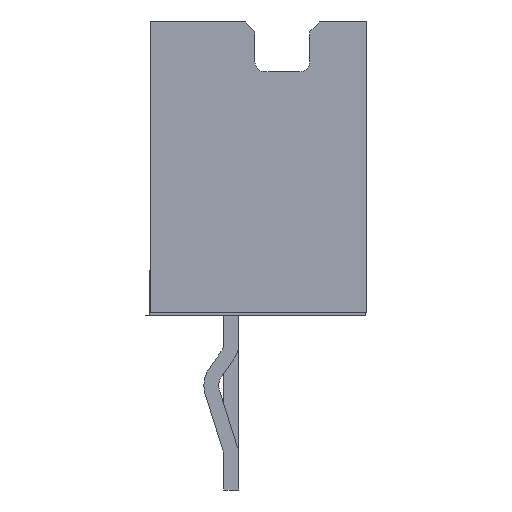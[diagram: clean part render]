
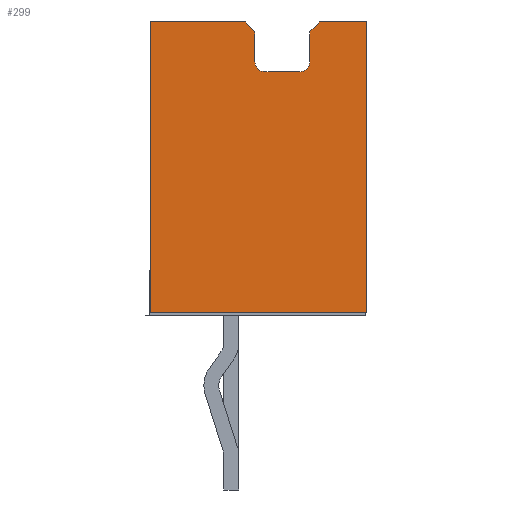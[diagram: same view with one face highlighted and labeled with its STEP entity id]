
A CAD part, left-side view. The second image highlights one B-rep face of the part: STEP entity #299.
In plain terms, the highlighted planar face has unit normal (-1, 0, 0).
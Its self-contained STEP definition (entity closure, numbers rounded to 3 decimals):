
#299 = ADVANCED_FACE('',(#300),#400,.T.);
#300 = FACE_BOUND('',#301,.F.);
#301 = EDGE_LOOP('',(#302,#312,#320,#329,#337,#346,#354,#362,#370,#378,
    #386,#394));
#302 = ORIENTED_EDGE('',*,*,#303,.F.);
#303 = EDGE_CURVE('',#304,#306,#308,.T.);
#304 = VERTEX_POINT('',#305);
#305 = CARTESIAN_POINT('',(-7.,0.075,2.725));
#306 = VERTEX_POINT('',#307);
#307 = CARTESIAN_POINT('',(-7.,0.275,2.925));
#308 = LINE('',#309,#310);
#309 = CARTESIAN_POINT('',(-7.,0.075,2.725));
#310 = VECTOR('',#311,1.);
#311 = DIRECTION('',(0.,0.707,0.707));
#312 = ORIENTED_EDGE('',*,*,#313,.T.);
#313 = EDGE_CURVE('',#304,#314,#316,.T.);
#314 = VERTEX_POINT('',#315);
#315 = CARTESIAN_POINT('',(-7.,0.075,2.125));
#316 = LINE('',#317,#318);
#317 = CARTESIAN_POINT('',(-7.,0.075,2.725));
#318 = VECTOR('',#319,1.);
#319 = DIRECTION('',(0.,0.,-1.));
#320 = ORIENTED_EDGE('',*,*,#321,.F.);
#321 = EDGE_CURVE('',#322,#314,#324,.T.);
#322 = VERTEX_POINT('',#323);
#323 = CARTESIAN_POINT('',(-7.,-0.125,1.925));
#324 = CIRCLE('',#325,0.2);
#325 = AXIS2_PLACEMENT_3D('',#326,#327,#328);
#326 = CARTESIAN_POINT('',(-7.,-0.125,2.125));
#327 = DIRECTION('',(1.,-0.,0.));
#328 = DIRECTION('',(0.,0.,-1.));
#329 = ORIENTED_EDGE('',*,*,#330,.F.);
#330 = EDGE_CURVE('',#331,#322,#333,.T.);
#331 = VERTEX_POINT('',#332);
#332 = CARTESIAN_POINT('',(-7.,-0.825,1.925));
#333 = LINE('',#334,#335);
#334 = CARTESIAN_POINT('',(-7.,-0.825,1.925));
#335 = VECTOR('',#336,1.);
#336 = DIRECTION('',(0.,1.,0.));
#337 = ORIENTED_EDGE('',*,*,#338,.F.);
#338 = EDGE_CURVE('',#339,#331,#341,.T.);
#339 = VERTEX_POINT('',#340);
#340 = CARTESIAN_POINT('',(-7.,-1.025,2.125));
#341 = CIRCLE('',#342,0.2);
#342 = AXIS2_PLACEMENT_3D('',#343,#344,#345);
#343 = CARTESIAN_POINT('',(-7.,-0.825,2.125));
#344 = DIRECTION('',(1.,0.,0.));
#345 = DIRECTION('',(0.,-1.,0.));
#346 = ORIENTED_EDGE('',*,*,#347,.F.);
#347 = EDGE_CURVE('',#348,#339,#350,.T.);
#348 = VERTEX_POINT('',#349);
#349 = CARTESIAN_POINT('',(-7.,-1.025,2.725));
#350 = LINE('',#351,#352);
#351 = CARTESIAN_POINT('',(-7.,-1.025,2.725));
#352 = VECTOR('',#353,1.);
#353 = DIRECTION('',(0.,0.,-1.));
#354 = ORIENTED_EDGE('',*,*,#355,.F.);
#355 = EDGE_CURVE('',#356,#348,#358,.T.);
#356 = VERTEX_POINT('',#357);
#357 = CARTESIAN_POINT('',(-7.,-1.225,2.925));
#358 = LINE('',#359,#360);
#359 = CARTESIAN_POINT('',(-7.,-1.225,2.925));
#360 = VECTOR('',#361,1.);
#361 = DIRECTION('',(0.,0.707,-0.707));
#362 = ORIENTED_EDGE('',*,*,#363,.T.);
#363 = EDGE_CURVE('',#356,#364,#366,.T.);
#364 = VERTEX_POINT('',#365);
#365 = CARTESIAN_POINT('',(-7.,-2.175,2.925));
#366 = LINE('',#367,#368);
#367 = CARTESIAN_POINT('',(-7.,-1.225,2.925));
#368 = VECTOR('',#369,1.);
#369 = DIRECTION('',(0.,-1.,0.));
#370 = ORIENTED_EDGE('',*,*,#371,.F.);
#371 = EDGE_CURVE('',#372,#364,#374,.T.);
#372 = VERTEX_POINT('',#373);
#373 = CARTESIAN_POINT('',(-7.,-2.175,-2.925));
#374 = LINE('',#375,#376);
#375 = CARTESIAN_POINT('',(-7.,-2.175,-2.925));
#376 = VECTOR('',#377,1.);
#377 = DIRECTION('',(0.,0.,1.));
#378 = ORIENTED_EDGE('',*,*,#379,.F.);
#379 = EDGE_CURVE('',#380,#372,#382,.T.);
#380 = VERTEX_POINT('',#381);
#381 = CARTESIAN_POINT('',(-7.,2.175,-2.925));
#382 = LINE('',#383,#384);
#383 = CARTESIAN_POINT('',(-7.,2.175,-2.925));
#384 = VECTOR('',#385,1.);
#385 = DIRECTION('',(0.,-1.,0.));
#386 = ORIENTED_EDGE('',*,*,#387,.T.);
#387 = EDGE_CURVE('',#380,#388,#390,.T.);
#388 = VERTEX_POINT('',#389);
#389 = CARTESIAN_POINT('',(-7.,2.175,2.925));
#390 = LINE('',#391,#392);
#391 = CARTESIAN_POINT('',(-7.,2.175,-2.925));
#392 = VECTOR('',#393,1.);
#393 = DIRECTION('',(0.,0.,1.));
#394 = ORIENTED_EDGE('',*,*,#395,.T.);
#395 = EDGE_CURVE('',#388,#306,#396,.T.);
#396 = LINE('',#397,#398);
#397 = CARTESIAN_POINT('',(-7.,2.175,2.925));
#398 = VECTOR('',#399,1.);
#399 = DIRECTION('',(0.,-1.,0.));
#400 = PLANE('',#401);
#401 = AXIS2_PLACEMENT_3D('',#402,#403,#404);
#402 = CARTESIAN_POINT('',(-7.,2.175,-2.925));
#403 = DIRECTION('',(-1.,0.,0.));
#404 = DIRECTION('',(0.,-1.,0.));
